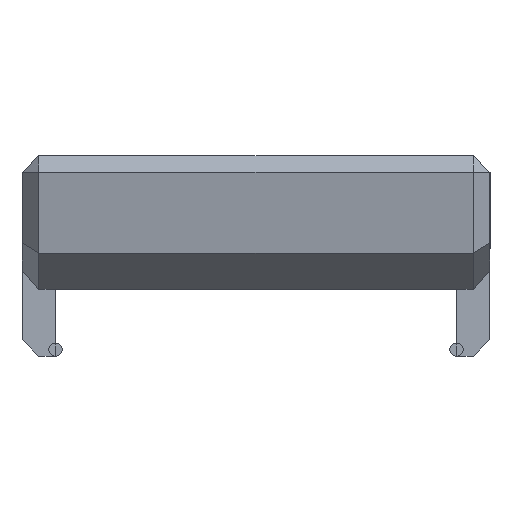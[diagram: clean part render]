
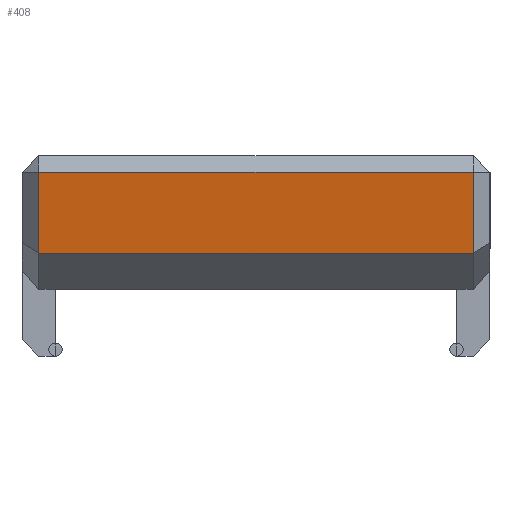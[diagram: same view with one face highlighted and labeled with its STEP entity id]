
A CAD part, left-side view. The second image highlights one B-rep face of the part: STEP entity #408.
In plain terms, the highlighted planar face has unit normal (-0.988, 0, -0.156).
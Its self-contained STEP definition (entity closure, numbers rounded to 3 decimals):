
#159 = VERTEX_POINT('',#160);
#160 = CARTESIAN_POINT('',(-22.118,13.,-34.388));
#168 = VERTEX_POINT('',#169);
#169 = CARTESIAN_POINT('',(-22.118,-13.,-34.388));
#175 = EDGE_CURVE('',#159,#168,#176,.T.);
#176 = LINE('',#177,#178);
#177 = CARTESIAN_POINT('',(-22.118,14.,-34.388));
#178 = VECTOR('',#179,1.);
#179 = DIRECTION('',(0.,-1.,0.));
#408 = ADVANCED_FACE('',(#409),#434,.T.);
#409 = FACE_BOUND('',#410,.T.);
#410 = EDGE_LOOP('',(#411,#421,#427,#428));
#411 = ORIENTED_EDGE('',*,*,#412,.T.);
#412 = EDGE_CURVE('',#413,#415,#417,.T.);
#413 = VERTEX_POINT('',#414);
#414 = CARTESIAN_POINT('',(-21.35,13.,-39.235));
#415 = VERTEX_POINT('',#416);
#416 = CARTESIAN_POINT('',(-21.35,-13.,-39.235));
#417 = LINE('',#418,#419);
#418 = CARTESIAN_POINT('',(-21.35,14.,-39.235));
#419 = VECTOR('',#420,1.);
#420 = DIRECTION('',(0.,-1.,0.));
#421 = ORIENTED_EDGE('',*,*,#422,.T.);
#422 = EDGE_CURVE('',#415,#168,#423,.T.);
#423 = LINE('',#424,#425);
#424 = CARTESIAN_POINT('',(-21.35,-13.,-39.235));
#425 = VECTOR('',#426,1.);
#426 = DIRECTION('',(-0.156,0.,0.988)
  );
#427 = ORIENTED_EDGE('',*,*,#175,.F.);
#428 = ORIENTED_EDGE('',*,*,#429,.F.);
#429 = EDGE_CURVE('',#413,#159,#430,.T.);
#430 = LINE('',#431,#432);
#431 = CARTESIAN_POINT('',(-21.35,13.,-39.235));
#432 = VECTOR('',#433,1.);
#433 = DIRECTION('',(-0.156,0.,0.988)
  );
#434 = PLANE('',#435);
#435 = AXIS2_PLACEMENT_3D('',#436,#437,#438);
#436 = CARTESIAN_POINT('',(-21.35,14.,-39.235));
#437 = DIRECTION('',(-0.988,0.,-0.156)
  );
#438 = DIRECTION('',(-0.156,0.,0.988)
  );
